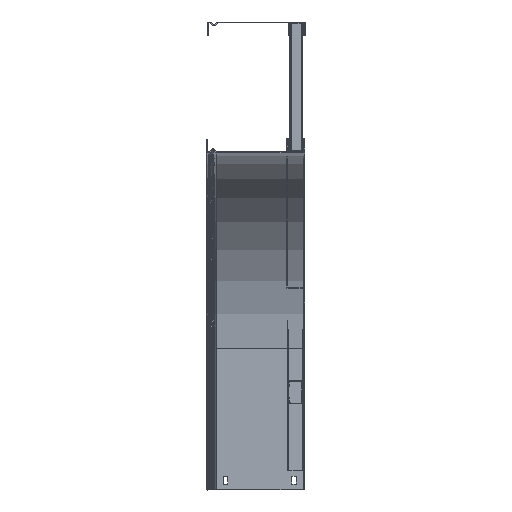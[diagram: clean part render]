
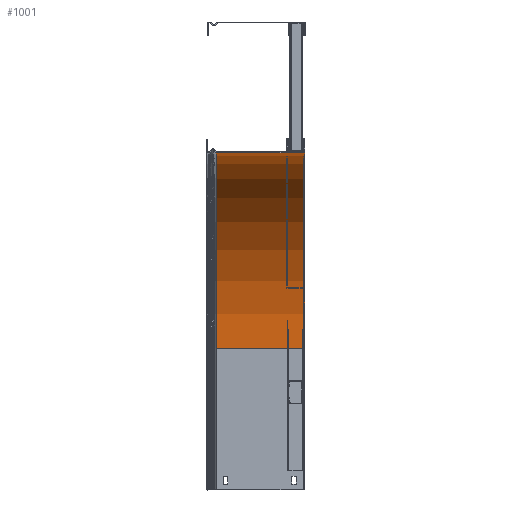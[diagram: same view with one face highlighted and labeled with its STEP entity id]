
A CAD part, left-side view. The second image highlights one B-rep face of the part: STEP entity #1001.
In plain terms, the highlighted cylindrical face has radius 300 mm (diameter 600 mm), a partial arc.
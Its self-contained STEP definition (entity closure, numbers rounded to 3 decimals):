
#82 = CYLINDRICAL_SURFACE ( 'NONE', #1234, 300. ) ;
#963 = AXIS2_PLACEMENT_3D ( 'NONE', #5562, #8898, #8034 ) ;
#1001 = ADVANCED_FACE ( 'NONE', ( #9212 ), #82, .F. ) ;
#1007 = AXIS2_PLACEMENT_3D ( 'NONE', #1912, #8313, #1877 ) ;
#1111 = ORIENTED_EDGE ( 'NONE', *, *, #7978, .F. ) ;
#1234 = AXIS2_PLACEMENT_3D ( 'NONE', #9075, #9860, #8252 ) ;
#1524 = DIRECTION ( 'NONE',  ( 0., 1., 0. ) ) ;
#1628 = ORIENTED_EDGE ( 'NONE', *, *, #8091, .T. ) ;
#1825 = EDGE_CURVE ( 'NONE', #6590, #7770, #9052, .T. ) ;
#1877 = DIRECTION ( 'NONE',  ( 1., 0., 0. ) ) ;
#1912 = CARTESIAN_POINT ( 'NONE',  ( 0., 0., 0. ) ) ;
#1989 = CIRCLE ( 'NONE', #1007, 300. ) ;
#4051 = CARTESIAN_POINT ( 'NONE',  ( 300., 135.525, 0. ) ) ;
#4191 = VERTEX_POINT ( 'NONE', #7869 ) ;
#4619 = CARTESIAN_POINT ( 'NONE',  ( 300., 0., 0. ) ) ;
#4866 = VECTOR ( 'NONE', #1524, 1000. ) ;
#5125 = LINE ( 'NONE', #10252, #10116 ) ;
#5562 = CARTESIAN_POINT ( 'NONE',  ( 0., 135.525, 0. ) ) ;
#6175 = ORIENTED_EDGE ( 'NONE', *, *, #7020, .T. ) ;
#6590 = VERTEX_POINT ( 'NONE', #4051 ) ;
#6981 = CARTESIAN_POINT ( 'NONE',  ( 0., 135.525, -300. ) ) ;
#7020 = EDGE_CURVE ( 'NONE', #10597, #6590, #5125, .T. ) ;
#7333 = CARTESIAN_POINT ( 'NONE',  ( 0., 2.2, -300. ) ) ;
#7742 = DIRECTION ( 'NONE',  ( 0., 1., 0. ) ) ;
#7770 = VERTEX_POINT ( 'NONE', #6981 ) ;
#7869 = CARTESIAN_POINT ( 'NONE',  ( 0., 0., -300. ) ) ;
#7978 = EDGE_CURVE ( 'NONE', #4191, #7770, #9340, .T. ) ;
#8034 = DIRECTION ( 'NONE',  ( 0., 0., 1. ) ) ;
#8091 = EDGE_CURVE ( 'NONE', #4191, #10597, #1989, .T. ) ;
#8252 = DIRECTION ( 'NONE',  ( 0., 0., 1. ) ) ;
#8313 = DIRECTION ( 'NONE',  ( 0., -1., 0. ) ) ;
#8399 = EDGE_LOOP ( 'NONE', ( #6175, #9151, #1111, #1628 ) ) ;
#8898 = DIRECTION ( 'NONE',  ( 0., 1., 0. ) ) ;
#9052 = CIRCLE ( 'NONE', #963, 300. ) ;
#9075 = CARTESIAN_POINT ( 'NONE',  ( 0., 0., 0. ) ) ;
#9151 = ORIENTED_EDGE ( 'NONE', *, *, #1825, .T. ) ;
#9212 = FACE_OUTER_BOUND ( 'NONE', #8399, .T. ) ;
#9340 = LINE ( 'NONE', #7333, #4866 ) ;
#9860 = DIRECTION ( 'NONE',  ( 0., 1., 0. ) ) ;
#10116 = VECTOR ( 'NONE', #7742, 1000. ) ;
#10252 = CARTESIAN_POINT ( 'NONE',  ( 300., 2.2, 0. ) ) ;
#10597 = VERTEX_POINT ( 'NONE', #4619 ) ;
